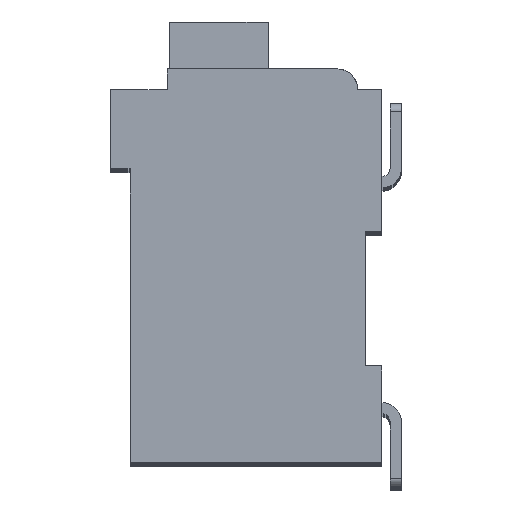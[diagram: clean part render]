
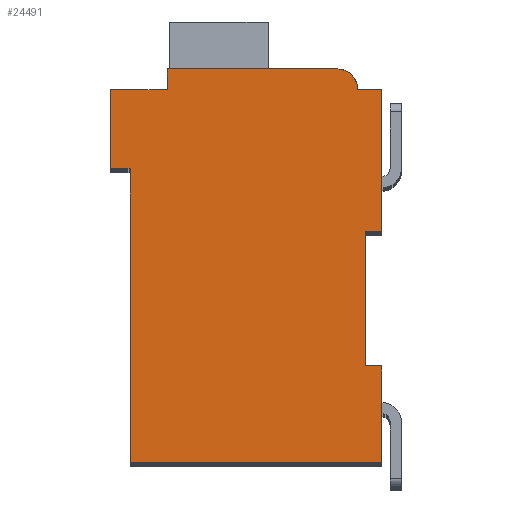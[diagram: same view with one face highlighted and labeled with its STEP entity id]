
A CAD part, top view. The second image highlights one B-rep face of the part: STEP entity #24491.
In plain terms, the highlighted planar face has unit normal (0, 0, 1).
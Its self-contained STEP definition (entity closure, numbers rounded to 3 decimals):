
#4410=DIRECTION('',(1.,0.,0.));
#4411=VECTOR('',#4410,0.5);
#4412=CARTESIAN_POINT('',(7.3,7.15,2.1));
#4413=LINE('',#4412,#4411);
#4414=DIRECTION('',(0.,1.,0.));
#4415=VECTOR('',#4414,4.15);
#4416=CARTESIAN_POINT('',(7.3,3.,2.1));
#4417=LINE('',#4416,#4415);
#4418=DIRECTION('',(-1.,0.,0.));
#4419=VECTOR('',#4418,0.5);
#4420=CARTESIAN_POINT('',(7.8,3.,2.1));
#4421=LINE('',#4420,#4419);
#4422=DIRECTION('',(0.,1.,0.));
#4423=VECTOR('',#4422,3.);
#4424=CARTESIAN_POINT('',(7.8,0.,2.1));
#4425=LINE('',#4424,#4423);
#4426=DIRECTION('',(1.,0.,0.));
#4427=VECTOR('',#4426,7.8);
#4428=CARTESIAN_POINT('',(0.,0.,2.1));
#4429=LINE('',#4428,#4427);
#4430=DIRECTION('',(0.,-1.,0.));
#4431=VECTOR('',#4430,9.1);
#4432=CARTESIAN_POINT('',(0.,9.1,2.1));
#4433=LINE('',#4432,#4431);
#4434=DIRECTION('',(1.,0.,0.));
#4435=VECTOR('',#4434,0.6);
#4436=CARTESIAN_POINT('',(-0.6,9.1,2.1));
#4437=LINE('',#4436,#4435);
#4438=DIRECTION('',(0.,-1.,0.));
#4439=VECTOR('',#4438,2.45);
#4440=CARTESIAN_POINT('',(-0.6,11.55,2.1));
#4441=LINE('',#4440,#4439);
#4442=DIRECTION('',(-1.,0.,0.));
#4443=VECTOR('',#4442,1.75);
#4444=CARTESIAN_POINT('',(1.15,11.55,2.1));
#4445=LINE('',#4444,#4443);
#4446=DIRECTION('',(0.,-1.,0.));
#4447=VECTOR('',#4446,0.65);
#4448=CARTESIAN_POINT('',(1.15,12.2,2.1));
#4449=LINE('',#4448,#4447);
#4450=DIRECTION('',(-1.,0.,0.));
#4451=VECTOR('',#4450,5.25);
#4452=CARTESIAN_POINT('',(6.4,12.2,2.1));
#4453=LINE('',#4452,#4451);
#4454=CARTESIAN_POINT('',(6.4,11.55,2.1));
#4455=DIRECTION('',(0.,0.,1.));
#4456=DIRECTION('',(1.,0.,0.));
#4457=AXIS2_PLACEMENT_3D('',#4454,#4455,#4456);
#4459=DIRECTION('',(-1.,0.,0.));
#4460=VECTOR('',#4459,0.75);
#4461=CARTESIAN_POINT('',(7.8,11.55,2.1));
#4462=LINE('',#4461,#4460);
#4463=DIRECTION('',(0.,1.,0.));
#4464=VECTOR('',#4463,4.4);
#4465=CARTESIAN_POINT('',(7.8,7.15,2.1));
#4466=LINE('',#4465,#4464);
#15919=CARTESIAN_POINT('',(7.3,7.15,2.1));
#15920=CARTESIAN_POINT('',(7.8,7.15,2.1));
#15921=VERTEX_POINT('',#15919);
#15922=VERTEX_POINT('',#15920);
#15923=CARTESIAN_POINT('',(7.8,11.55,2.1));
#15924=VERTEX_POINT('',#15923);
#15925=CARTESIAN_POINT('',(7.05,11.55,2.1));
#15926=VERTEX_POINT('',#15925);
#15927=CARTESIAN_POINT('',(6.4,12.2,2.1));
#15928=VERTEX_POINT('',#15927);
#15929=CARTESIAN_POINT('',(1.15,12.2,2.1));
#15930=VERTEX_POINT('',#15929);
#15931=CARTESIAN_POINT('',(1.15,11.55,2.1));
#15932=VERTEX_POINT('',#15931);
#15933=CARTESIAN_POINT('',(-0.6,11.55,2.1));
#15934=VERTEX_POINT('',#15933);
#15935=CARTESIAN_POINT('',(-0.6,9.1,2.1));
#15936=VERTEX_POINT('',#15935);
#15937=CARTESIAN_POINT('',(0.,9.1,2.1));
#15938=VERTEX_POINT('',#15937);
#15939=CARTESIAN_POINT('',(0.,0.,2.1));
#15940=VERTEX_POINT('',#15939);
#15941=CARTESIAN_POINT('',(7.8,0.,2.1));
#15942=VERTEX_POINT('',#15941);
#15943=CARTESIAN_POINT('',(7.8,3.,2.1));
#15944=VERTEX_POINT('',#15943);
#15945=CARTESIAN_POINT('',(7.3,3.,2.1));
#15946=VERTEX_POINT('',#15945);
#24467=CARTESIAN_POINT('',(0.,0.,2.1));
#24468=DIRECTION('',(0.,0.,1.));
#24469=DIRECTION('',(1.,0.,0.));
#24470=AXIS2_PLACEMENT_3D('',#24467,#24468,#24469);
#24471=PLANE('',#24470);
#24472=ORIENTED_EDGE('',*,*,#20888,.F.);
#24473=ORIENTED_EDGE('',*,*,#21682,.F.);
#24475=ORIENTED_EDGE('',*,*,#24474,.F.);
#24477=ORIENTED_EDGE('',*,*,#24476,.F.);
#24479=ORIENTED_EDGE('',*,*,#24478,.F.);
#24480=ORIENTED_EDGE('',*,*,#22304,.F.);
#24481=ORIENTED_EDGE('',*,*,#22464,.F.);
#24482=ORIENTED_EDGE('',*,*,#22753,.F.);
#24483=ORIENTED_EDGE('',*,*,#23047,.F.);
#24484=ORIENTED_EDGE('',*,*,#23116,.F.);
#24485=ORIENTED_EDGE('',*,*,#23549,.F.);
#24486=ORIENTED_EDGE('',*,*,#24199,.F.);
#24487=ORIENTED_EDGE('',*,*,#24039,.F.);
#24488=ORIENTED_EDGE('',*,*,#21318,.F.);
#24489=EDGE_LOOP('',(#24472,#24473,#24475,#24477,#24479,#24480,#24481,#24482,
#24483,#24484,#24485,#24486,#24487,#24488));
#24490=FACE_OUTER_BOUND('',#24489,.F.);
#4458=CIRCLE('',#4457,0.65);
#20888=EDGE_CURVE('',#15921,#15922,#4413,.T.);
#21318=EDGE_CURVE('',#15922,#15924,#4466,.T.);
#21682=EDGE_CURVE('',#15946,#15921,#4417,.T.);
#22304=EDGE_CURVE('',#15938,#15940,#4433,.T.);
#22464=EDGE_CURVE('',#15936,#15938,#4437,.T.);
#22753=EDGE_CURVE('',#15934,#15936,#4441,.T.);
#23047=EDGE_CURVE('',#15932,#15934,#4445,.T.);
#23116=EDGE_CURVE('',#15930,#15932,#4449,.T.);
#23549=EDGE_CURVE('',#15928,#15930,#4453,.T.);
#24039=EDGE_CURVE('',#15924,#15926,#4462,.T.);
#24199=EDGE_CURVE('',#15926,#15928,#4458,.T.);
#24474=EDGE_CURVE('',#15944,#15946,#4421,.T.);
#24476=EDGE_CURVE('',#15942,#15944,#4425,.T.);
#24478=EDGE_CURVE('',#15940,#15942,#4429,.T.);
#24491=ADVANCED_FACE('',(#24490),#24471,.T.);
